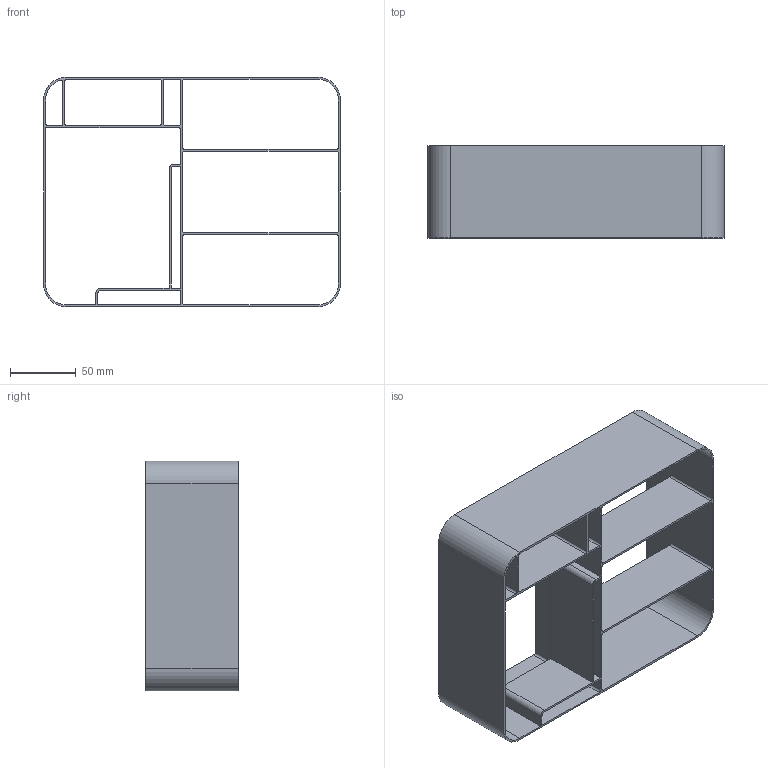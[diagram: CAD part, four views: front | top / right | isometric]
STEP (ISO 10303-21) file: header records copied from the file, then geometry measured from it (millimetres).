
FILE_DESCRIPTION (( 'STEP AP214' ), '1' );
FILE_NAME ('Case Divider.STEP', '2025-09-29T20:43:15', ( '' ), ( '' ), 'SwSTEP 2.0', 'SolidWorks 2025', '' );
FILE_SCHEMA (( 'AUTOMOTIVE_DESIGN' ));
Length unit declared in the file: inch
Products named in the file (1): Case Divider
Bounding box: 225.3 x 69.85 x 174.5 mm (x, y, z)
Volume: 143208.7 mm3; surface area: 189774.5 mm2
Topology: 1 solids, 1 shells, 80 faces, 255 edges, 170 vertices
Faces by surface type: plane 42, cylinder 38
Entity records: 2899 total; most frequent: ORIENTED_EDGE 510, CARTESIAN_POINT 506, DIRECTION 494, EDGE_CURVE 255, LINE 178, VECTOR 178, VERTEX_POINT 170, AXIS2_PLACEMENT_3D 158
